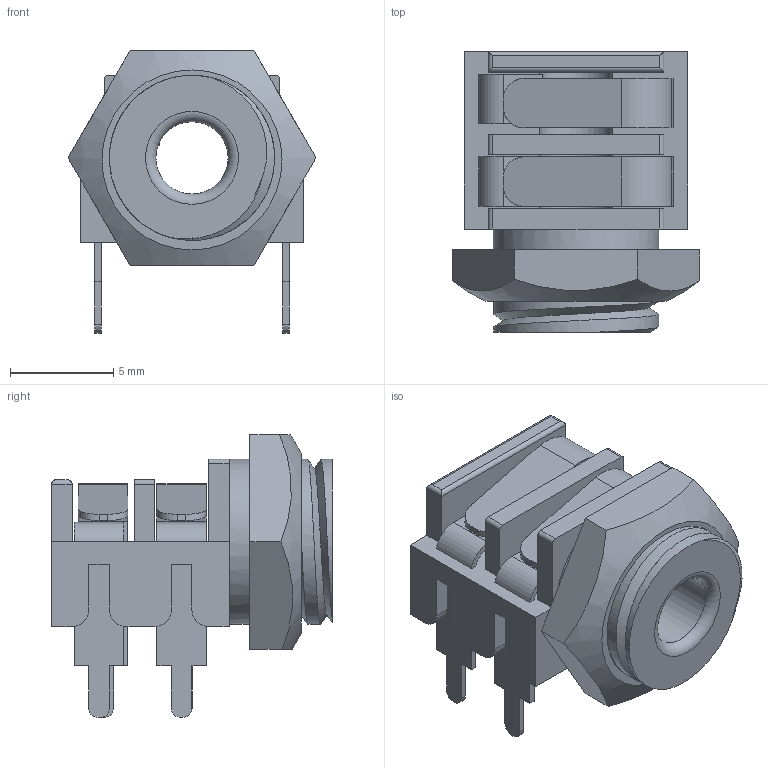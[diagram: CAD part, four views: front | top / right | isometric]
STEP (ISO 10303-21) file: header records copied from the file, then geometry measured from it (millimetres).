
FILE_DESCRIPTION(('FreeCAD Model'),'2;1');
FILE_NAME('FCR1281_Hex_nut.step','2021-03-14T14:01:45',('Author'),(''), 'Open CASCADE STEP processor 7.3','FreeCAD','Unknown');
FILE_SCHEMA(('AUTOMOTIVE_DESIGN { 1 0 10303 214 1 1 1 1 }'));
Length unit declared in the file: millimetre
Products named in the file (6): Body; Leg_TN; Leg_T; Nut001; Leg_RN; Leg_R
Bounding box: 12 x 13.6 x 13.7 mm (x, y, z)
Volume: 673.8 mm3; surface area: 1322.8 mm2
Topology: 6 solids, 6 shells, 178 faces, 457 edges, 288 vertices
Faces by surface type: plane 126, cylinder 42, bspline 8, torus 1, sphere 1
Full cylindrical faces by diameter (mm): 3.5 x1, 8 x4
Entity records: 13901 total; most frequent: CARTESIAN_POINT 4588, DIRECTION 1684, LINE 1106, VECTOR 1106, ORIENTED_EDGE 914, PCURVE 914, DEFINITIONAL_REPRESENTATION 914, EDGE_CURVE 457
